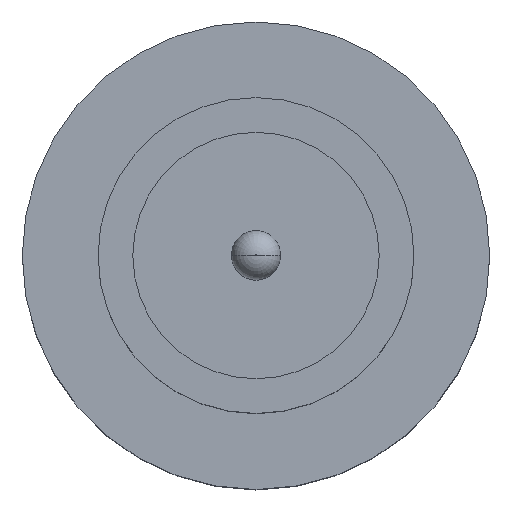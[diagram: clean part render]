
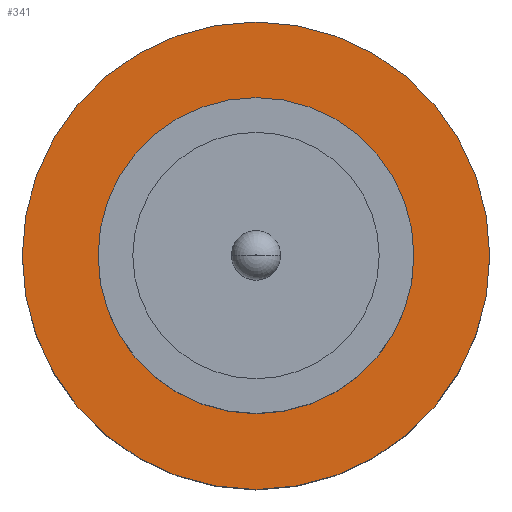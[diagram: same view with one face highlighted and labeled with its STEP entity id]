
A CAD part, top view. The second image highlights one B-rep face of the part: STEP entity #341.
In plain terms, the highlighted planar face has unit normal (0, 0, 1).
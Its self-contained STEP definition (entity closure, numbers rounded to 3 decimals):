
#15 = ORIENTED_EDGE ( 'NONE', *, *, #774, .T. ) ;
#34 = DIRECTION ( 'NONE',  ( 1., 0., 0. ) ) ;
#35 = CARTESIAN_POINT ( 'NONE',  ( 0., 0., 1.55 ) ) ;
#67 = VERTEX_POINT ( 'NONE', #118 ) ;
#85 = DIRECTION ( 'NONE',  ( 0., 0., 1. ) ) ;
#109 = CARTESIAN_POINT ( 'NONE',  ( 0., 0., 1.55 ) ) ;
#118 = CARTESIAN_POINT ( 'NONE',  ( -1.25, 0., 1.55 ) ) ;
#124 = CARTESIAN_POINT ( 'NONE',  ( -1.85, 0., 1.55 ) ) ;
#133 = EDGE_LOOP ( 'NONE', ( #285, #15 ) ) ;
#180 = CIRCLE ( 'NONE', #521, 1.85 ) ;
#195 = EDGE_LOOP ( 'NONE', ( #296, #207 ) ) ;
#196 = VERTEX_POINT ( 'NONE', #892 ) ;
#207 = ORIENTED_EDGE ( 'NONE', *, *, #867, .F. ) ;
#213 = DIRECTION ( 'NONE',  ( 0., 0., 1. ) ) ;
#278 = AXIS2_PLACEMENT_3D ( 'NONE', #366, #85, #427 ) ;
#285 = ORIENTED_EDGE ( 'NONE', *, *, #757, .T. ) ;
#287 = PLANE ( 'NONE',  #278 ) ;
#296 = ORIENTED_EDGE ( 'NONE', *, *, #487, .F. ) ;
#308 = CIRCLE ( 'NONE', #600, 1.85 ) ;
#341 = ADVANCED_FACE ( 'NONE', ( #781, #795 ), #287, .T. ) ;
#366 = CARTESIAN_POINT ( 'NONE',  ( 0., 0., 1.55 ) ) ;
#427 = DIRECTION ( 'NONE',  ( 1., 0., 0. ) ) ;
#438 = AXIS2_PLACEMENT_3D ( 'NONE', #109, #531, #658 ) ;
#450 = DIRECTION ( 'NONE',  ( 1., 0., 0. ) ) ;
#487 = EDGE_CURVE ( 'NONE', #603, #67, #568, .T. ) ;
#521 = AXIS2_PLACEMENT_3D ( 'NONE', #630, #213, #784 ) ;
#531 = DIRECTION ( 'NONE',  ( 0., 0., 1. ) ) ;
#534 = CIRCLE ( 'NONE', #438, 1.25 ) ;
#559 = VERTEX_POINT ( 'NONE', #124 ) ;
#568 = CIRCLE ( 'NONE', #581, 1.25 ) ;
#581 = AXIS2_PLACEMENT_3D ( 'NONE', #35, #738, #450 ) ;
#600 = AXIS2_PLACEMENT_3D ( 'NONE', #804, #648, #34 ) ;
#603 = VERTEX_POINT ( 'NONE', #692 ) ;
#630 = CARTESIAN_POINT ( 'NONE',  ( 0., 0., 1.55 ) ) ;
#648 = DIRECTION ( 'NONE',  ( 0., 0., 1. ) ) ;
#658 = DIRECTION ( 'NONE',  ( 1., 0., 0. ) ) ;
#692 = CARTESIAN_POINT ( 'NONE',  ( 1.25, 0., 1.55 ) ) ;
#738 = DIRECTION ( 'NONE',  ( 0., 0., 1. ) ) ;
#757 = EDGE_CURVE ( 'NONE', #559, #196, #180, .T. ) ;
#774 = EDGE_CURVE ( 'NONE', #196, #559, #308, .T. ) ;
#781 = FACE_BOUND ( 'NONE', #195, .T. ) ;
#784 = DIRECTION ( 'NONE',  ( 1., 0., 0. ) ) ;
#795 = FACE_OUTER_BOUND ( 'NONE', #133, .T. ) ;
#804 = CARTESIAN_POINT ( 'NONE',  ( 0., 0., 1.55 ) ) ;
#867 = EDGE_CURVE ( 'NONE', #67, #603, #534, .T. ) ;
#892 = CARTESIAN_POINT ( 'NONE',  ( 1.85, 0., 1.55 ) ) ;
